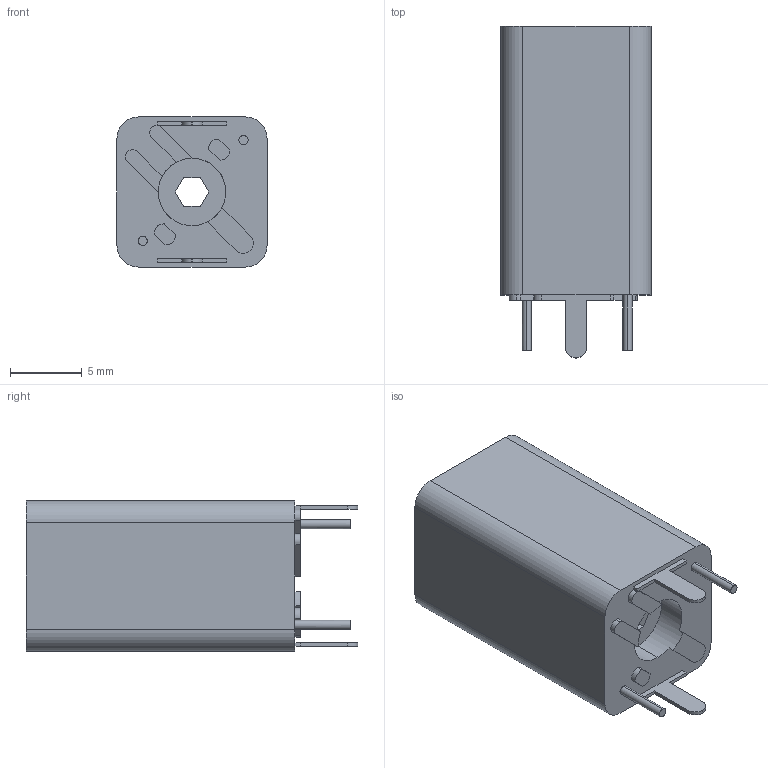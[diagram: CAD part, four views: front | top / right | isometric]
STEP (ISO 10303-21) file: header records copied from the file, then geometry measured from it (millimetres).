
FILE_DESCRIPTION (( 'STEP AP214' ), '1' );
FILE_NAME ('Coilcraft-143-xxJ12SL.STEP', '2019-08-12T03:07:13', ( '' ), ( '' ), 'SwSTEP 2.0', 'SolidWorks 2019', '' );
FILE_SCHEMA (( 'AUTOMOTIVE_DESIGN' ));
Length unit declared in the file: millimetre
Products named in the file (1): Coilcraft-143-xxJ12SL
Bounding box: 10.44 x 23.08 x 10.44 mm (x, y, z)
Volume: 1914 mm3; surface area: 1151.2 mm2
Topology: 1 solids, 1 shells, 93 faces, 505 edges, 438 vertices
Faces by surface type: plane 65, cylinder 28
Entity records: 8317 total; most frequent: CARTESIAN_POINT 4115, ORIENTED_EDGE 1010, EDGE_CURVE 505, VERTEX_POINT 438, DIRECTION 383, B_SPLINE_CURVE_WITH_KNOTS 338, LINE 139, VECTOR 139
